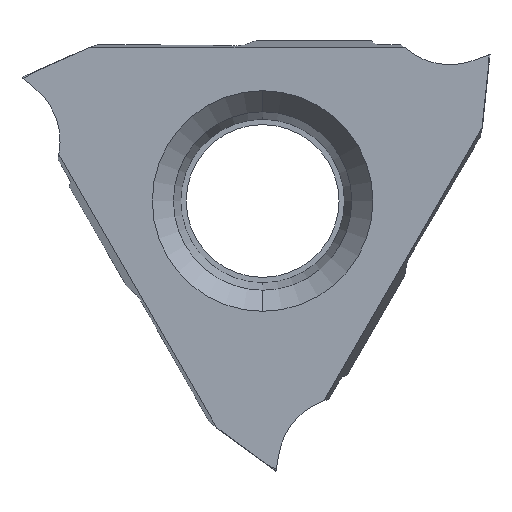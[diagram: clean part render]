
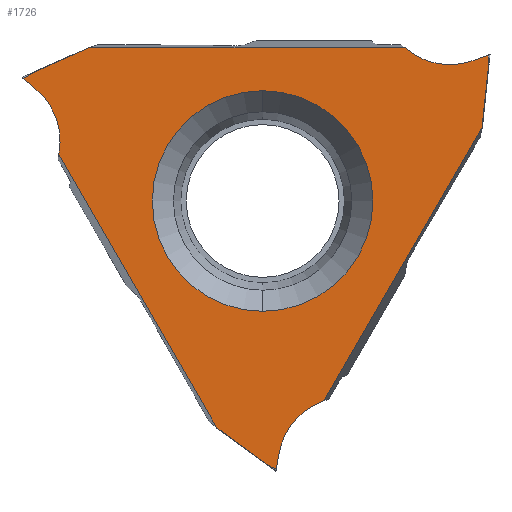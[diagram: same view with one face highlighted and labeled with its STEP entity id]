
A CAD part, left-side view. The second image highlights one B-rep face of the part: STEP entity #1726.
In plain terms, the highlighted planar face has unit normal (-1, 0, 0).
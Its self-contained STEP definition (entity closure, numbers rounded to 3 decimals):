
#253=DIRECTION('',(0.,-0.174,0.985));
#254=VECTOR('',#253,0.482);
#255=CARTESIAN_POINT('',(0.,-0.4,-7.91));
#256=LINE('',#255,#254);
#270=DIRECTION('',(0.,0.809,0.588));
#271=VECTOR('',#270,1.776);
#272=CARTESIAN_POINT('',(0.,-0.091,
-7.732));
#273=LINE('',#272,#271);
#277=DIRECTION('',(0.,0.5,0.866));
#278=VECTOR('',#277,9.319);
#279=CARTESIAN_POINT('',(0.,1.345,
-6.688));
#280=LINE('',#279,#278);
#284=DIRECTION('',(0.,-0.866,0.5));
#285=VECTOR('',#284,0.357);
#286=CARTESIAN_POINT('',(0.,7.051,3.608));
#287=LINE('',#286,#285);
#291=DIRECTION('',(0.,-0.914,0.407));
#292=VECTOR('',#291,1.776);
#293=CARTESIAN_POINT('',(0.,6.742,
3.787));
#294=LINE('',#293,#292);
#298=DIRECTION('',(0.,-1.,0.));
#299=VECTOR('',#298,9.319);
#300=CARTESIAN_POINT('',(0.,5.119,4.509));
#301=LINE('',#300,#299);
#305=DIRECTION('',(0.,0.105,-0.995));
#306=VECTOR('',#305,1.776);
#307=CARTESIAN_POINT('',(0.,-6.65,3.945));
#308=LINE('',#307,#306);
#312=DIRECTION('',(0.,0.5,-0.866));
#313=VECTOR('',#312,9.319);
#314=CARTESIAN_POINT('',(0.,-6.465,
2.179));
#315=LINE('',#314,#313);
#319=DIRECTION('',(0.,0.866,0.5));
#320=VECTOR('',#319,0.357);
#321=CARTESIAN_POINT('',(0.,-0.4,-7.91));
#322=LINE('',#321,#320);
#326=CARTESIAN_POINT('',(0.,0.,0.));
#327=DIRECTION('',(-1.,0.,0.));
#328=DIRECTION('',(0.,0.,-1.));
#329=AXIS2_PLACEMENT_3D('',#326,#327,#328);
#334=CARTESIAN_POINT('',(0.,0.,0.));
#335=DIRECTION('',(-1.,0.,0.));
#336=DIRECTION('',(0.,0.,1.));
#337=AXIS2_PLACEMENT_3D('',#334,#335,#336);
#342=CARTESIAN_POINT('',(0.,6.005,1.382));
#343=CARTESIAN_POINT('',(0.,5.967,1.575));
#344=CARTESIAN_POINT('',(0.,5.952,1.94));
#345=CARTESIAN_POINT('',(0.,6.062,2.44));
#346=CARTESIAN_POINT('',(0.,6.291,2.898));
#347=CARTESIAN_POINT('',(0.,6.531,3.172));
#348=CARTESIAN_POINT('',(0.,6.682,3.299));
#732=DIRECTION('',(0.,0.94,-0.342));
#733=VECTOR('',#732,0.482);
#734=CARTESIAN_POINT('',(0.,-6.65,4.302));
#735=LINE('',#734,#733);
#749=DIRECTION('',(0.,0.,1.));
#750=VECTOR('',#749,0.357);
#751=CARTESIAN_POINT('',(0.,-6.65,3.945));
#752=LINE('',#751,#750);
#763=CARTESIAN_POINT('',(0.,-4.199,4.509));
#764=CARTESIAN_POINT('',(0.,-4.348,4.38));
#765=CARTESIAN_POINT('',(0.,-4.656,4.185));
#766=CARTESIAN_POINT('',(0.,-5.144,4.029));
#767=CARTESIAN_POINT('',(0.,-5.655,3.999));
#768=CARTESIAN_POINT('',(0.,-6.013,4.07));
#769=CARTESIAN_POINT('',(0.,-6.198,4.137));
#1008=CARTESIAN_POINT('',(0.,-1.805,-5.891));
#1009=CARTESIAN_POINT('',(0.,-1.619,-5.955));
#1010=CARTESIAN_POINT('',(0.,-1.296,-6.125));
#1011=CARTESIAN_POINT('',(0.,-0.918,-6.469));
#1012=CARTESIAN_POINT('',(0.,-0.636,-6.897));
#1013=CARTESIAN_POINT('',(0.,-0.518,-7.242));
#1014=CARTESIAN_POINT('',(0.,-0.484,-7.436));
#1073=DIRECTION('',(0.,-0.766,-0.643));
#1074=VECTOR('',#1073,0.482);
#1075=CARTESIAN_POINT('',(0.,7.051,3.608));
#1076=LINE('',#1075,#1074);
#1277=CARTESIAN_POINT('',(0.,0.,3.25));
#1278=CARTESIAN_POINT('',(0.,0.,-3.25));
#1279=VERTEX_POINT('',#1277);
#1280=VERTEX_POINT('',#1278);
#1281=CARTESIAN_POINT('',(0.,-0.091,
-7.732));
#1282=CARTESIAN_POINT('',(0.,1.345,
-6.688));
#1283=VERTEX_POINT('',#1281);
#1284=VERTEX_POINT('',#1282);
#1285=CARTESIAN_POINT('',(0.,6.005,
1.382));
#1286=VERTEX_POINT('',#1285);
#1287=VERTEX_POINT('',#348);
#1288=CARTESIAN_POINT('',(0.,7.051,3.608));
#1289=VERTEX_POINT('',#1288);
#1290=CARTESIAN_POINT('',(0.,6.742,
3.787));
#1291=VERTEX_POINT('',#1290);
#1292=CARTESIAN_POINT('',(0.,5.119,
4.509));
#1293=VERTEX_POINT('',#1292);
#1294=CARTESIAN_POINT('',(0.,-4.199,4.509));
#1295=VERTEX_POINT('',#1294);
#1296=VERTEX_POINT('',#769);
#1297=CARTESIAN_POINT('',(0.,-6.65,4.302));
#1298=VERTEX_POINT('',#1297);
#1299=CARTESIAN_POINT('',(0.,-6.65,3.945));
#1300=VERTEX_POINT('',#1299);
#1301=CARTESIAN_POINT('',(0.,-6.465,
2.179));
#1302=VERTEX_POINT('',#1301);
#1303=CARTESIAN_POINT('',(0.,-1.805,-5.891));
#1304=VERTEX_POINT('',#1303);
#1305=VERTEX_POINT('',#1014);
#1306=CARTESIAN_POINT('',(0.,-0.4,-7.91));
#1307=VERTEX_POINT('',#1306);
#1687=CARTESIAN_POINT('',(0.,0.,0.));
#1688=DIRECTION('',(-1.,0.,0.));
#1689=DIRECTION('',(0.,-1.,0.));
#1690=AXIS2_PLACEMENT_3D('',#1687,#1688,#1689);
#1691=PLANE('',#1690);
#1692=ORIENTED_EDGE('',*,*,#1680,.T.);
#1693=ORIENTED_EDGE('',*,*,#1503,.T.);
#1695=ORIENTED_EDGE('',*,*,#1694,.T.);
#1697=ORIENTED_EDGE('',*,*,#1696,.F.);
#1699=ORIENTED_EDGE('',*,*,#1698,.T.);
#1701=ORIENTED_EDGE('',*,*,#1700,.T.);
#1703=ORIENTED_EDGE('',*,*,#1702,.T.);
#1705=ORIENTED_EDGE('',*,*,#1704,.T.);
#1707=ORIENTED_EDGE('',*,*,#1706,.F.);
#1709=ORIENTED_EDGE('',*,*,#1708,.F.);
#1711=ORIENTED_EDGE('',*,*,#1710,.T.);
#1713=ORIENTED_EDGE('',*,*,#1712,.T.);
#1715=ORIENTED_EDGE('',*,*,#1714,.T.);
#1716=ORIENTED_EDGE('',*,*,#1623,.F.);
#1717=ORIENTED_EDGE('',*,*,#1667,.T.);
#1718=EDGE_LOOP('',(#1692,#1693,#1695,#1697,#1699,#1701,#1703,#1705,#1707,#1709,
#1711,#1713,#1715,#1716,#1717));
#1719=FACE_OUTER_BOUND('',#1718,.F.);
#1721=ORIENTED_EDGE('',*,*,#1720,.T.);
#1723=ORIENTED_EDGE('',*,*,#1722,.T.);
#1724=EDGE_LOOP('',(#1721,#1723));
#1725=FACE_BOUND('',#1724,.F.);
#330=CIRCLE('',#329,3.25);
#338=CIRCLE('',#337,3.25);
#349=B_SPLINE_CURVE_WITH_KNOTS('',3,(#342,#343,#344,#345,#346,#347,#348),
.UNSPECIFIED.,.F.,.F.,(4,1,1,1,4),(0.,0.25,0.5,0.75,1.),
.UNSPECIFIED.);
#770=B_SPLINE_CURVE_WITH_KNOTS('',3,(#763,#764,#765,#766,#767,#768,#769),
.UNSPECIFIED.,.F.,.F.,(4,1,1,1,4),(0.,0.25,0.5,0.75,1.),
.UNSPECIFIED.);
#1015=B_SPLINE_CURVE_WITH_KNOTS('',3,(#1008,#1009,#1010,#1011,#1012,#1013,
#1014),.UNSPECIFIED.,.F.,.F.,(4,1,1,1,4),(0.,0.25,0.5,0.75,1.),
.UNSPECIFIED.);
#1503=EDGE_CURVE('',#1284,#1286,#280,.T.);
#1623=EDGE_CURVE('',#1307,#1305,#256,.T.);
#1667=EDGE_CURVE('',#1307,#1283,#322,.T.);
#1680=EDGE_CURVE('',#1283,#1284,#273,.T.);
#1694=EDGE_CURVE('',#1286,#1287,#349,.T.);
#1696=EDGE_CURVE('',#1289,#1287,#1076,.T.);
#1698=EDGE_CURVE('',#1289,#1291,#287,.T.);
#1700=EDGE_CURVE('',#1291,#1293,#294,.T.);
#1702=EDGE_CURVE('',#1293,#1295,#301,.T.);
#1704=EDGE_CURVE('',#1295,#1296,#770,.T.);
#1706=EDGE_CURVE('',#1298,#1296,#735,.T.);
#1708=EDGE_CURVE('',#1300,#1298,#752,.T.);
#1710=EDGE_CURVE('',#1300,#1302,#308,.T.);
#1712=EDGE_CURVE('',#1302,#1304,#315,.T.);
#1714=EDGE_CURVE('',#1304,#1305,#1015,.T.);
#1720=EDGE_CURVE('',#1280,#1279,#330,.T.);
#1722=EDGE_CURVE('',#1279,#1280,#338,.T.);
#1726=ADVANCED_FACE('',(#1719,#1725),#1691,.T.);
